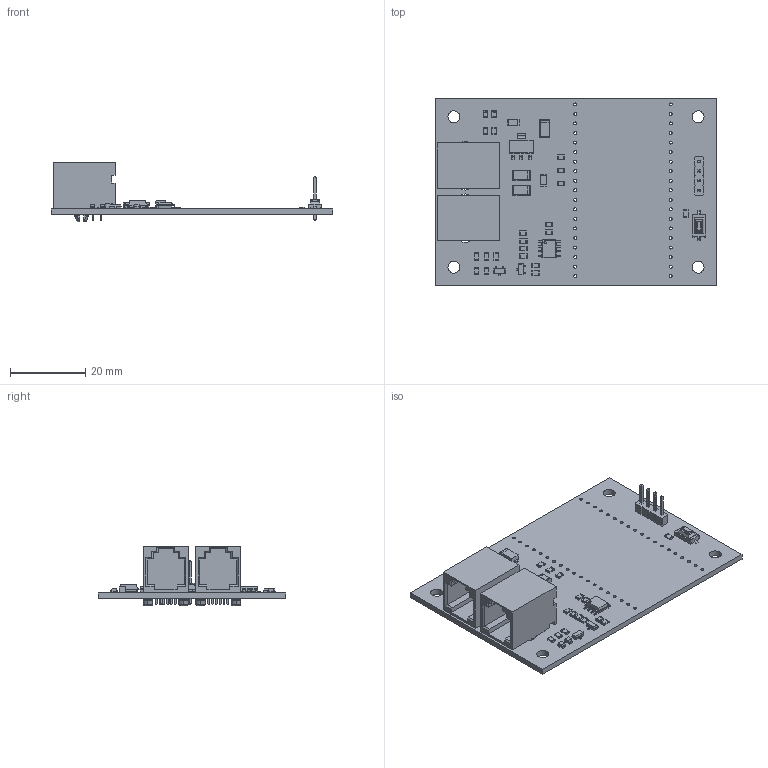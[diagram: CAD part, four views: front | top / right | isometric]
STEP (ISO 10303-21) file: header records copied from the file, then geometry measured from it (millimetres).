
FILE_DESCRIPTION(('KiCad electronic assembly'),'2;1');
FILE_NAME('LocoBuffer-3D.step','2023-07-16T18:38:34',('Pcbnew'),('Kicad' ),'Open CASCADE STEP processor 7.5','KiCad to STEP converter', 'Unknown');
FILE_SCHEMA(('AUTOMOTIVE_DESIGN { 1 0 10303 214 1 1 1 1 }'));
Length unit declared in the file: millimetre
Products named in the file (22): LocoBuffer-3D 1; LED_0805_2012Metric; SOLID; RJE0166001--3DModel-STEP-56544; COMPOUND; R_0805_2012Metric; SOIC-8_3.9x4.9mm_P1.27mm; SOT-23; C_1206_3216Metric; D_SMA; SOT-223; PinHeader_1x04_P2.54mm_Vertical; SW_SPST_CK_RS282G05A3; tmp0v02vq9m PCB
Assembly tree (45 placements, depth 3):
  LocoBuffer-3D 1
    LED_0805_2012Metric  x4
      SOLID
    RJE0166001--3DModel-STEP-56544  x2
      COMPOUND
    R_0805_2012Metric  x17
      SOLID
    SOIC-8_3.9x4.9mm_P1.27mm
      SOLID
    SOT-23  x2
      SOLID
    C_1206_3216Metric  x2
      SOLID
    D_SMA  x3
      SOLID
    SOT-223
      SOLID
    PinHeader_1x04_P2.54mm_Vertical
      SOLID
    SW_SPST_CK_RS282G05A3
      SOLID
    tmp0v02vq9m PCB
Bounding box: 75 x 50 x 15.95 mm (x, y, z)
Volume: 9170.3 mm3; surface area: 12349.9 mm2
Topology: 47 solids, 47 shells, 1820 faces, 4691 edges, 3002 vertices
Faces by surface type: plane 1265, cylinder 375, bspline 132, cone 24, torus 24
Full cylindrical faces by diameter (mm): 0.6 x1, 0.8 x38, 0.89 x12, 1 x4, 3.2 x4, 3.45 x4
Entity records: 64280 total; most frequent: CARTESIAN_POINT 13051, DIRECTION 8384, LINE 5809, VECTOR 5809, ORIENTED_EDGE 4614, PCURVE 4614, DEFINITIONAL_REPRESENTATION 4614, EDGE_CURVE 2307
